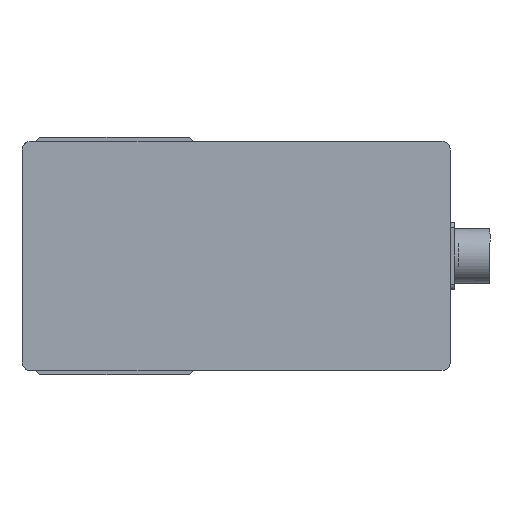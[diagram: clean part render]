
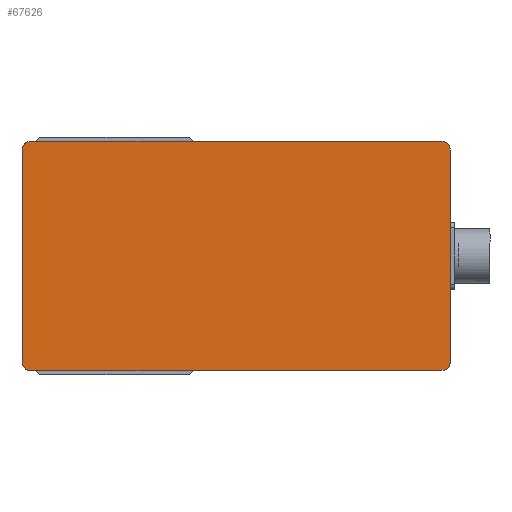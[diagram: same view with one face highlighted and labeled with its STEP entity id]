
A CAD part, front view. The second image highlights one B-rep face of the part: STEP entity #67626.
In plain terms, the highlighted face is planar.
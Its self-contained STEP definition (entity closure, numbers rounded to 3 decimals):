
#1778 = EDGE_CURVE ( 'NONE', #18422, #50343, #27874, .T. ) ;
#2867 = ORIENTED_EDGE ( 'NONE', *, *, #48382, .T. ) ;
#5634 = AXIS2_PLACEMENT_3D ( 'NONE', #26360, #19949, #13538 ) ;
#6459 = EDGE_CURVE ( 'NONE', #38051, #73324, #73796, .T. ) ;
#7182 = DIRECTION ( 'NONE',  ( -1., 0., 0. ) ) ;
#9430 = CARTESIAN_POINT ( 'NONE',  ( 60., -52.501, -141. ) ) ;
#9466 = DIRECTION ( 'NONE',  ( -1., 0., 0. ) ) ;
#9802 = EDGE_CURVE ( 'NONE', #73324, #37422, #33300, .T. ) ;
#10797 = CARTESIAN_POINT ( 'NONE',  ( -65.001, -47.5, -141. ) ) ;
#10820 = CARTESIAN_POINT ( 'NONE',  ( 60., -47.5, -141. ) ) ;
#13538 = DIRECTION ( 'NONE',  ( -1., 0., 0. ) ) ;
#14450 = DIRECTION ( 'NONE',  ( -1., 0., 0. ) ) ;
#15905 = EDGE_CURVE ( 'NONE', #37422, #50413, #21870, .T. ) ;
#16663 = DIRECTION ( 'NONE',  ( 0., 0., -1. ) ) ;
#16829 = PLANE ( 'NONE',  #58854 ) ;
#18422 = VERTEX_POINT ( 'NONE', #10797 ) ;
#19536 = AXIS2_PLACEMENT_3D ( 'NONE', #40827, #34481, #33710 ) ;
#19949 = DIRECTION ( 'NONE',  ( 0., 0., -1. ) ) ;
#21409 = VECTOR ( 'NONE', #48206, 1000. ) ;
#21870 = LINE ( 'NONE', #9430, #43952 ) ;
#22642 = EDGE_LOOP ( 'NONE', ( #24859, #30815, #76207, #56509, #2867, #33434, #49745, #72518 ) ) ;
#24859 = ORIENTED_EDGE ( 'NONE', *, *, #9802, .T. ) ;
#26360 = CARTESIAN_POINT ( 'NONE',  ( -60., 185.5, -141. ) ) ;
#27874 = LINE ( 'NONE', #63814, #44426 ) ;
#30118 = EDGE_CURVE ( 'NONE', #76641, #38051, #66093, .T. ) ;
#30793 = AXIS2_PLACEMENT_3D ( 'NONE', #44804, #69280, #14450 ) ;
#30815 = ORIENTED_EDGE ( 'NONE', *, *, #15905, .T. ) ;
#33300 = CIRCLE ( 'NONE', #30793, 5.001 ) ;
#33434 = ORIENTED_EDGE ( 'NONE', *, *, #45141, .T. ) ;
#33710 = DIRECTION ( 'NONE',  ( -1., 0., 0. ) ) ;
#34481 = DIRECTION ( 'NONE',  ( 0., 0., -1. ) ) ;
#37422 = VERTEX_POINT ( 'NONE', #49518 ) ;
#38051 = VERTEX_POINT ( 'NONE', #60362 ) ;
#39669 = VERTEX_POINT ( 'NONE', #43295 ) ;
#39747 = CARTESIAN_POINT ( 'NONE',  ( -65.001, 185.5, -141. ) ) ;
#40827 = CARTESIAN_POINT ( 'NONE',  ( -60., -47.5, -141. ) ) ;
#42128 = DIRECTION ( 'NONE',  ( 0., -1., 0. ) ) ;
#43295 = CARTESIAN_POINT ( 'NONE',  ( -60., 190.501, -141. ) ) ;
#43952 = VECTOR ( 'NONE', #7182, 1000. ) ;
#44426 = VECTOR ( 'NONE', #46162, 1000. ) ;
#44804 = CARTESIAN_POINT ( 'NONE',  ( 60., -47.5, -141. ) ) ;
#45141 = EDGE_CURVE ( 'NONE', #39669, #76641, #78308, .T. ) ;
#46162 = DIRECTION ( 'NONE',  ( 0., 1., 0. ) ) ;
#47747 = CIRCLE ( 'NONE', #5634, 5.001 ) ;
#48206 = DIRECTION ( 'NONE',  ( 1., 0., 0. ) ) ;
#48382 = EDGE_CURVE ( 'NONE', #50343, #39669, #47747, .T. ) ;
#49518 = CARTESIAN_POINT ( 'NONE',  ( 60., -52.501, -141. ) ) ;
#49745 = ORIENTED_EDGE ( 'NONE', *, *, #30118, .T. ) ;
#50343 = VERTEX_POINT ( 'NONE', #39747 ) ;
#50413 = VERTEX_POINT ( 'NONE', #66541 ) ;
#53254 = AXIS2_PLACEMENT_3D ( 'NONE', #65446, #16663, #9466 ) ;
#53570 = DIRECTION ( 'NONE',  ( 0., 0., -1. ) ) ;
#54934 = CARTESIAN_POINT ( 'NONE',  ( 65.001, 185.5, -141. ) ) ;
#56509 = ORIENTED_EDGE ( 'NONE', *, *, #1778, .T. ) ;
#58854 = AXIS2_PLACEMENT_3D ( 'NONE', #10820, #53570, #72072 ) ;
#60362 = CARTESIAN_POINT ( 'NONE',  ( 65.001, 185.5, -141. ) ) ;
#61644 = CIRCLE ( 'NONE', #19536, 5.001 ) ;
#63814 = CARTESIAN_POINT ( 'NONE',  ( -65.001, -47.5, -141. ) ) ;
#64626 = VECTOR ( 'NONE', #42128, 1000. ) ;
#65446 = CARTESIAN_POINT ( 'NONE',  ( 60., 185.5, -141. ) ) ;
#65812 = CARTESIAN_POINT ( 'NONE',  ( 60., 190.501, -141. ) ) ;
#66093 = CIRCLE ( 'NONE', #53254, 5.001 ) ;
#66271 = CARTESIAN_POINT ( 'NONE',  ( -60., 190.501, -141. ) ) ;
#66541 = CARTESIAN_POINT ( 'NONE',  ( -60., -52.501, -141. ) ) ;
#67062 = CARTESIAN_POINT ( 'NONE',  ( 65.001, -47.5, -141. ) ) ;
#67626 = ADVANCED_FACE ( 'NONE', ( #77654 ), #16829, .T. ) ;
#69280 = DIRECTION ( 'NONE',  ( 0., 0., -1. ) ) ;
#72072 = DIRECTION ( 'NONE',  ( -1., 0., 0. ) ) ;
#72241 = EDGE_CURVE ( 'NONE', #50413, #18422, #61644, .T. ) ;
#72518 = ORIENTED_EDGE ( 'NONE', *, *, #6459, .T. ) ;
#73324 = VERTEX_POINT ( 'NONE', #67062 ) ;
#73796 = LINE ( 'NONE', #54934, #64626 ) ;
#76207 = ORIENTED_EDGE ( 'NONE', *, *, #72241, .T. ) ;
#76641 = VERTEX_POINT ( 'NONE', #65812 ) ;
#77654 = FACE_OUTER_BOUND ( 'NONE', #22642, .T. ) ;
#78308 = LINE ( 'NONE', #66271, #21409 ) ;
